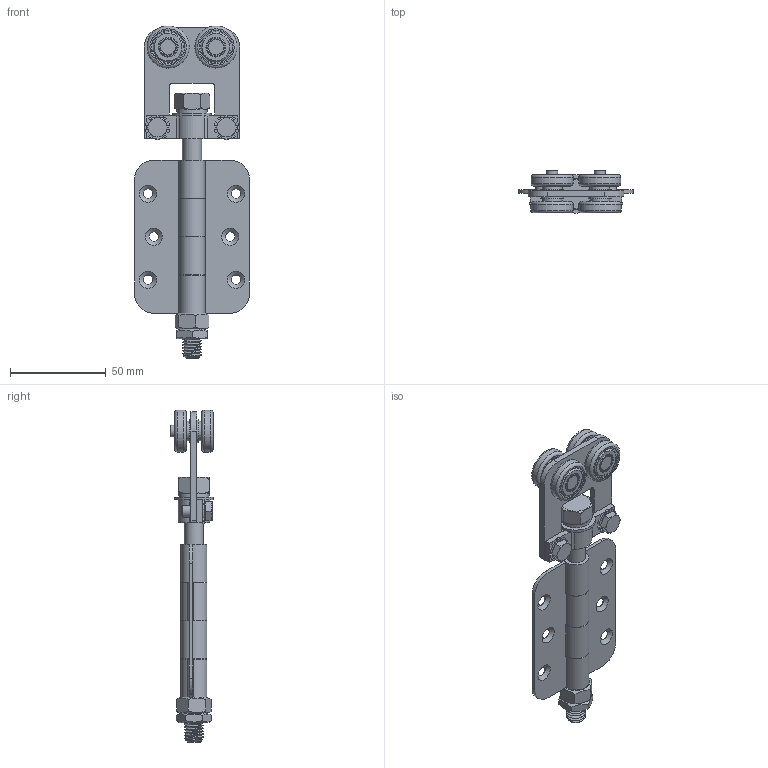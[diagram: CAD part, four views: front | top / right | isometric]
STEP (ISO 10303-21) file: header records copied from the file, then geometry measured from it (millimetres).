
FILE_DESCRIPTION(/* description */ (''),/* implementation_level */ '2;1');
FILE_NAME(/* name */ '9512.stp',/* time_stamp */ '2016-02-18T14:06:25+01:00',/* author */ ('Marc'),/* organization */ (''),/* preprocessor_version */ 'ST-DEVELOPER v15.6',/* originating_system */ 'Autodesk Inventor 2015',/* authorisation */ '');
FILE_SCHEMA (('AUTOMOTIVE_DESIGN { 1 0 10303 214 3 1 1 }'));
Length unit declared in the file: millimetre
Products named in the file (14): 15875BIS; 16983; 16973; 17296; 15875; VIS TH M10x130; local.ISO.51.100.1; local.ISO.54.100.1; 15147; 04563; 09014; 13581; 15591; 9512
Assembly tree (23 placements, depth 2):
  9512
    15875BIS
    16983  x2
    16973  x4
    17296  x4
    15875
    VIS TH M10x130
    local.ISO.51.100.1
    local.ISO.54.100.1
    15147  x2
    04563  x2
    09014  x2
    13581
    15591
Bounding box: 60 x 22.05 x 173.5 mm (x, y, z)
Volume: 44368.4 mm3; surface area: 41112.3 mm2
Topology: 23 solids, 23 shells, 521 faces, 1210 edges, 780 vertices
Faces by surface type: cylinder 222, plane 210, cone 65, torus 22, bspline 2
Full cylindrical faces by diameter (mm): 4.3 x2, 5 x6, 5.9 x2, 6 x8, 6.2 x8, 8 x2, 8.376 x2, 8.88 x2, 9.2 x4, 10 x19, 10.132 x8, 10.4 x1, 10.466 x4, 11 x8, 11.597 x4, 12 x4, 14.722 x4, 15.5 x8, 16 x1, 20.1 x1, 22 x4
Entity records: 10665 total; most frequent: CARTESIAN_POINT 4265, DIRECTION 1351, ORIENTED_EDGE 1138, EDGE_CURVE 569, AXIS2_PLACEMENT_3D 539, VERTEX_POINT 409, EDGE_LOOP 370, LINE 273
